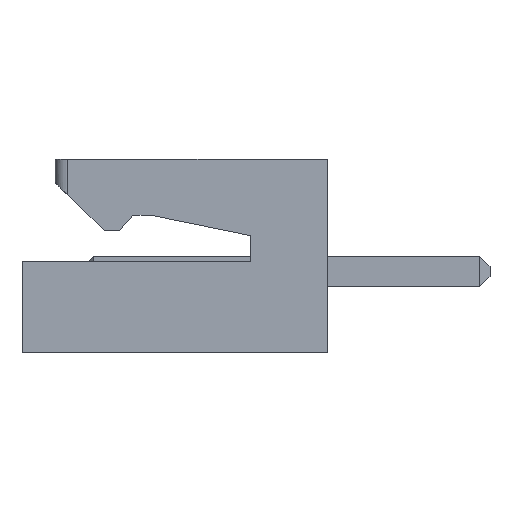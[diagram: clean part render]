
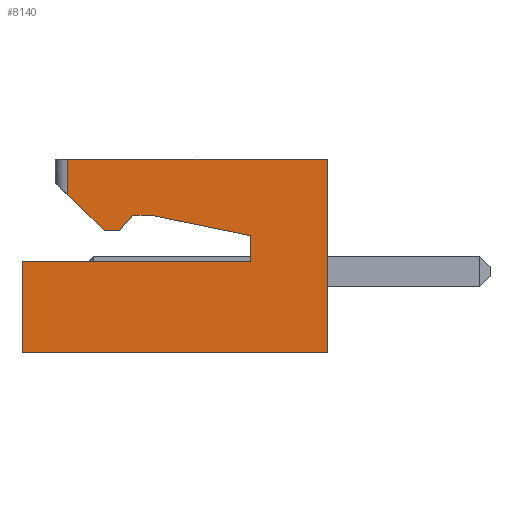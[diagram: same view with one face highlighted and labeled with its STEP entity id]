
A CAD part, left-side view. The second image highlights one B-rep face of the part: STEP entity #8140.
In plain terms, the highlighted planar face has unit normal (-1, 0, 0).
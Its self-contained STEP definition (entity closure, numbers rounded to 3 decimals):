
#48 = DIRECTION ( 'NONE',  ( 0., -1., 0. ) ) ;
#93 = EDGE_LOOP ( 'NONE', ( #4701, #4817, #4904, #118, #590, #7184, #2001, #6598, #2570, #2728, #6959, #8296 ) ) ;
#118 = ORIENTED_EDGE ( 'NONE', *, *, #4918, .F. ) ;
#129 = VECTOR ( 'NONE', #1038, 1000. ) ;
#144 = VECTOR ( 'NONE', #1782, 1000. ) ;
#168 = LINE ( 'NONE', #2063, #5368 ) ;
#324 = PLANE ( 'NONE',  #3733 ) ;
#330 = VERTEX_POINT ( 'NONE', #7185 ) ;
#339 = DIRECTION ( 'NONE',  ( 0., 0., 1. ) ) ;
#365 = CARTESIAN_POINT ( 'NONE',  ( -2.5, 1.5, 0.7 ) ) ;
#366 = EDGE_CURVE ( 'NONE', #3435, #4348, #2236, .T. ) ;
#464 = CARTESIAN_POINT ( 'NONE',  ( -2.5, 1.5, 0.2 ) ) ;
#489 = CARTESIAN_POINT ( 'NONE',  ( -2.5, 4.386, 0.8 ) ) ;
#589 = EDGE_CURVE ( 'NONE', #734, #8307, #4724, .T. ) ;
#590 = ORIENTED_EDGE ( 'NONE', *, *, #366, .F. ) ;
#734 = VERTEX_POINT ( 'NONE', #2496 ) ;
#791 = CARTESIAN_POINT ( 'NONE',  ( -2.5, 5.1, 1.5 ) ) ;
#823 = VECTOR ( 'NONE', #6282, 1000. ) ;
#873 = EDGE_CURVE ( 'NONE', #5749, #734, #3475, .T. ) ;
#1038 = DIRECTION ( 'NONE',  ( 0., 0.661, -0.75 ) ) ;
#1075 = VERTEX_POINT ( 'NONE', #6410 ) ;
#1087 = VECTOR ( 'NONE', #339, 1000. ) ;
#1153 = VERTEX_POINT ( 'NONE', #4188 ) ;
#1360 = VERTEX_POINT ( 'NONE', #7490 ) ;
#1646 = DIRECTION ( 'NONE',  ( 1., 0., 0. ) ) ;
#1653 = EDGE_CURVE ( 'NONE', #5749, #1360, #2195, .T. ) ;
#1782 = DIRECTION ( 'NONE',  ( 0., 0.714, 0.7 ) ) ;
#2001 = ORIENTED_EDGE ( 'NONE', *, *, #2802, .F. ) ;
#2063 = CARTESIAN_POINT ( 'NONE',  ( -2.5, 5.1, 2.2 ) ) ;
#2088 = DIRECTION ( 'NONE',  ( 0., 0.98, 0.2 ) ) ;
#2191 = DIRECTION ( 'NONE',  ( 0., -1., 0. ) ) ;
#2195 = LINE ( 'NONE', #4216, #1087 ) ;
#2236 = LINE ( 'NONE', #3543, #129 ) ;
#2301 = DIRECTION ( 'NONE',  ( 0., 0., 1. ) ) ;
#2496 = CARTESIAN_POINT ( 'NONE',  ( -2.5, 0., -1.6 ) ) ;
#2497 = EDGE_CURVE ( 'NONE', #8309, #1153, #168, .T. ) ;
#2570 = ORIENTED_EDGE ( 'NONE', *, *, #3009, .F. ) ;
#2640 = CARTESIAN_POINT ( 'NONE',  ( -2.5, 3.821, 1.1 ) ) ;
#2641 = VERTEX_POINT ( 'NONE', #464 ) ;
#2728 = ORIENTED_EDGE ( 'NONE', *, *, #1653, .F. ) ;
#2740 = VECTOR ( 'NONE', #6592, 1000. ) ;
#2802 = EDGE_CURVE ( 'NONE', #4625, #330, #6641, .T. ) ;
#3009 = EDGE_CURVE ( 'NONE', #1360, #2641, #7384, .T. ) ;
#3049 = LINE ( 'NONE', #489, #823 ) ;
#3277 = EDGE_CURVE ( 'NONE', #2641, #4625, #7497, .T. ) ;
#3347 = EDGE_CURVE ( 'NONE', #1075, #8309, #5009, .T. ) ;
#3435 = VERTEX_POINT ( 'NONE', #6973 ) ;
#3475 = LINE ( 'NONE', #5433, #4853 ) ;
#3482 = CARTESIAN_POINT ( 'NONE',  ( -2.5, 0., -1.6 ) ) ;
#3543 = CARTESIAN_POINT ( 'NONE',  ( -2.5, 4.086, 0.8 ) ) ;
#3733 = AXIS2_PLACEMENT_3D ( 'NONE', #8283, #1646, #6214 ) ;
#3754 = VECTOR ( 'NONE', #2088, 1000. ) ;
#3765 = VECTOR ( 'NONE', #2191, 1000. ) ;
#3934 = LINE ( 'NONE', #2640, #2740 ) ;
#3987 = CARTESIAN_POINT ( 'NONE',  ( -2.5, 0., 2.2 ) ) ;
#4003 = VECTOR ( 'NONE', #48, 1000. ) ;
#4078 = CARTESIAN_POINT ( 'NONE',  ( -2.5, 1.5, 0.7 ) ) ;
#4188 = CARTESIAN_POINT ( 'NONE',  ( -2.5, 5.1, 2.2 ) ) ;
#4216 = CARTESIAN_POINT ( 'NONE',  ( -2.5, 6., -1.6 ) ) ;
#4248 = DIRECTION ( 'NONE',  ( 0., 0., 1. ) ) ;
#4315 = CARTESIAN_POINT ( 'NONE',  ( -2.5, 1.5, 0.2 ) ) ;
#4348 = VERTEX_POINT ( 'NONE', #6740 ) ;
#4625 = VERTEX_POINT ( 'NONE', #4078 ) ;
#4701 = ORIENTED_EDGE ( 'NONE', *, *, #5045, .F. ) ;
#4724 = LINE ( 'NONE', #3482, #6296 ) ;
#4817 = ORIENTED_EDGE ( 'NONE', *, *, #2497, .F. ) ;
#4853 = VECTOR ( 'NONE', #8069, 1000. ) ;
#4904 = ORIENTED_EDGE ( 'NONE', *, *, #3347, .F. ) ;
#4918 = EDGE_CURVE ( 'NONE', #4348, #1075, #3049, .T. ) ;
#5009 = LINE ( 'NONE', #7587, #144 ) ;
#5045 = EDGE_CURVE ( 'NONE', #1153, #8307, #5247, .T. ) ;
#5122 = CARTESIAN_POINT ( 'NONE',  ( -2.5, 6., -1.6 ) ) ;
#5207 = CARTESIAN_POINT ( 'NONE',  ( -2.5, 6., 2.2 ) ) ;
#5247 = LINE ( 'NONE', #5207, #4003 ) ;
#5315 = CARTESIAN_POINT ( 'NONE',  ( -2.5, 6., 0.2 ) ) ;
#5368 = VECTOR ( 'NONE', #7182, 1000. ) ;
#5428 = EDGE_CURVE ( 'NONE', #330, #3435, #3934, .T. ) ;
#5433 = CARTESIAN_POINT ( 'NONE',  ( -2.5, 6., -1.6 ) ) ;
#5749 = VERTEX_POINT ( 'NONE', #5122 ) ;
#6082 = FACE_OUTER_BOUND ( 'NONE', #93, .T. ) ;
#6214 = DIRECTION ( 'NONE',  ( 0., 0., -1. ) ) ;
#6282 = DIRECTION ( 'NONE',  ( 0., 1., 0. ) ) ;
#6296 = VECTOR ( 'NONE', #4248, 1000. ) ;
#6410 = CARTESIAN_POINT ( 'NONE',  ( -2.5, 4.386, 0.8 ) ) ;
#6592 = DIRECTION ( 'NONE',  ( 0., 1., 0. ) ) ;
#6598 = ORIENTED_EDGE ( 'NONE', *, *, #3277, .F. ) ;
#6641 = LINE ( 'NONE', #365, #3754 ) ;
#6740 = CARTESIAN_POINT ( 'NONE',  ( -2.5, 4.086, 0.8 ) ) ;
#6959 = ORIENTED_EDGE ( 'NONE', *, *, #873, .T. ) ;
#6973 = CARTESIAN_POINT ( 'NONE',  ( -2.5, 3.821, 1.1 ) ) ;
#7182 = DIRECTION ( 'NONE',  ( 0., 0., 1. ) ) ;
#7184 = ORIENTED_EDGE ( 'NONE', *, *, #5428, .F. ) ;
#7185 = CARTESIAN_POINT ( 'NONE',  ( -2.5, 3.46, 1.1 ) ) ;
#7384 = LINE ( 'NONE', #5315, #3765 ) ;
#7490 = CARTESIAN_POINT ( 'NONE',  ( -2.5, 6., 0.2 ) ) ;
#7497 = LINE ( 'NONE', #4315, #8270 ) ;
#7587 = CARTESIAN_POINT ( 'NONE',  ( -2.5, 5.1, 1.5 ) ) ;
#8069 = DIRECTION ( 'NONE',  ( 0., -1., 0. ) ) ;
#8140 = ADVANCED_FACE ( 'NONE', ( #6082 ), #324, .F. ) ;
#8270 = VECTOR ( 'NONE', #2301, 1000. ) ;
#8283 = CARTESIAN_POINT ( 'NONE',  ( -2.5, 6., -1.6 ) ) ;
#8296 = ORIENTED_EDGE ( 'NONE', *, *, #589, .T. ) ;
#8307 = VERTEX_POINT ( 'NONE', #3987 ) ;
#8309 = VERTEX_POINT ( 'NONE', #791 ) ;
